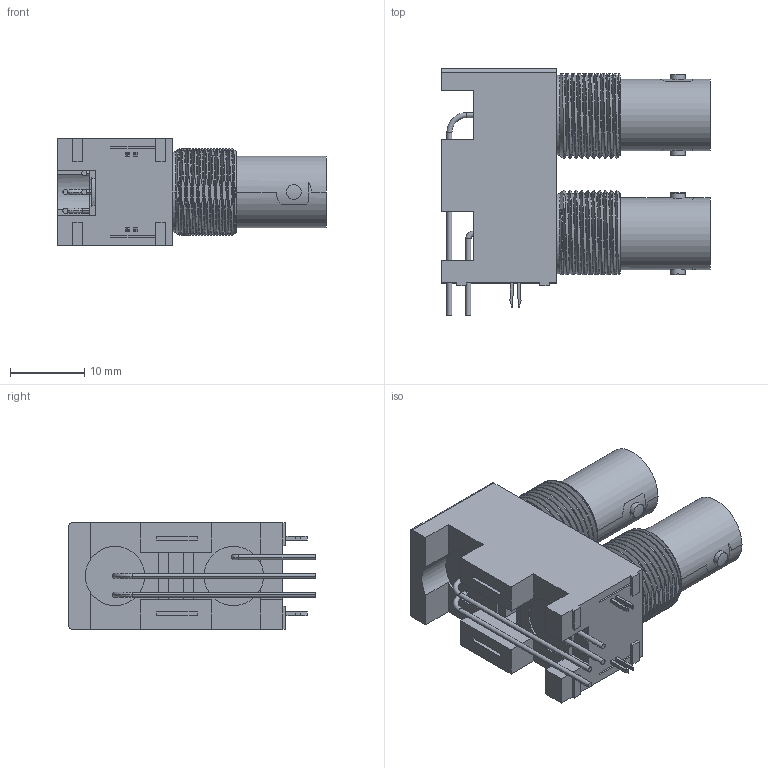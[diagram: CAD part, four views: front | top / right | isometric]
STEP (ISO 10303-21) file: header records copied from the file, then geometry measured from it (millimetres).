
FILE_DESCRIPTION((''),'2;1');
FILE_NAME('112661_SW0002','2019-12-06T',('Kaviyarasan'),(''),'CREO PARAMETRIC BY PTC INC, 2018360','CREO PARAMETRIC BY PTC INC, 2018360','');
FILE_SCHEMA(('CONFIG_CONTROL_DESIGN'));
Length unit declared in the file: millimetre
Products named in the file (1): 112661_SW0002
Bounding box: 36.2 x 33.25 x 14.4 mm (x, y, z)
Volume: 7785.4 mm3; surface area: 4928.5 mm2
Topology: 1 solids, 1 shells, 296 faces, 786 edges, 516 vertices
Faces by surface type: plane 168, cylinder 74, cone 28, bspline 18, torus 8
Entity records: 22040 total; most frequent: CARTESIAN_POINT 14892, ORIENTED_EDGE 1572, DIRECTION 1326, EDGE_CURVE 786, VERTEX_POINT 516, VECTOR 442, LINE 442, AXIS2_PLACEMENT_3D 442
